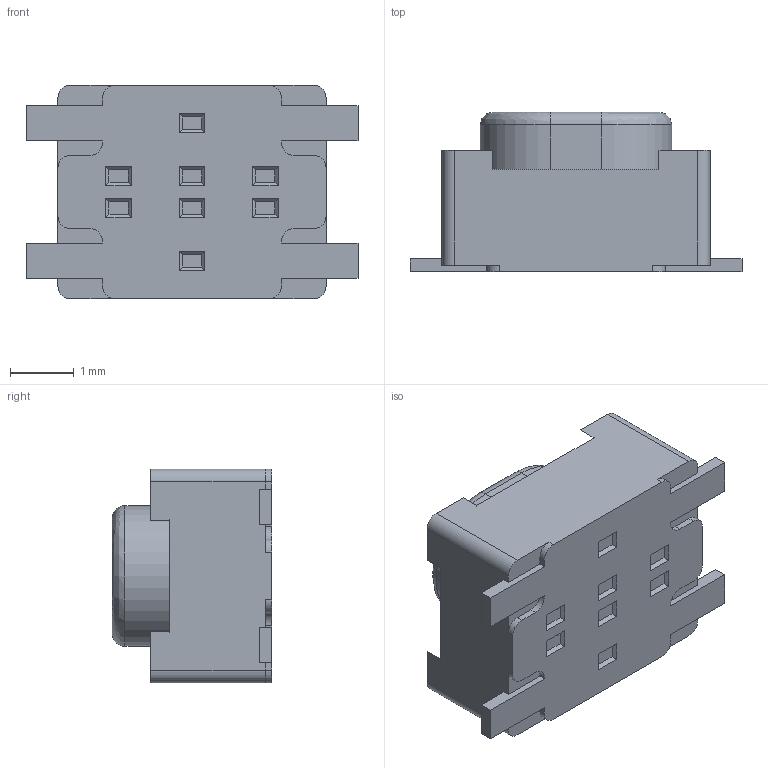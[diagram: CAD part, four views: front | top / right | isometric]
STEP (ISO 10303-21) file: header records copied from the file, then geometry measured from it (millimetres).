
FILE_DESCRIPTION (( 'STEP AP203' ), '1' );
FILE_NAME ('TS-1089S.STEP', '2020-05-27T11:14:59', ( '' ), ( '' ), 'SwSTEP 2.0', 'SolidWorks 2019', '' );
FILE_SCHEMA (( 'CONFIG_CONTROL_DESIGN' ));
Length unit declared in the file: millimetre
Products named in the file (1): TS-1089S
Bounding box: 5.2 x 2.5 x 3.35 mm (x, y, z)
Volume: 27.8 mm3; surface area: 65.5 mm2
Topology: 1 solids, 1 shells, 115 faces, 308 edges, 204 vertices
Faces by surface type: plane 93, cylinder 20, bspline 2
Entity records: 3649 total; most frequent: CARTESIAN_POINT 664, ORIENTED_EDGE 616, DIRECTION 574, EDGE_CURVE 308, LINE 266, VECTOR 266, VERTEX_POINT 204, AXIS2_PLACEMENT_3D 154
